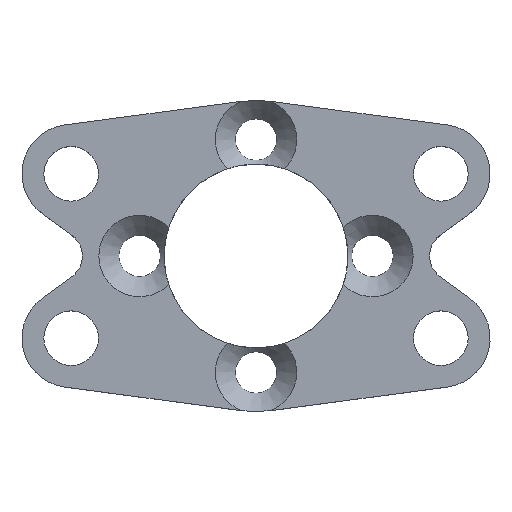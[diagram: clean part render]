
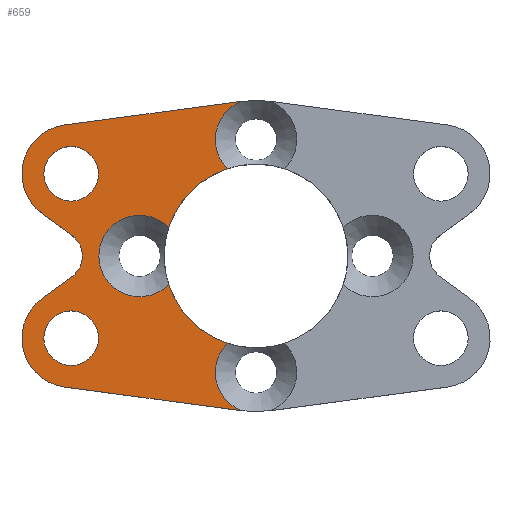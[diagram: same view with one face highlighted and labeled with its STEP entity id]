
A CAD part, top view. The second image highlights one B-rep face of the part: STEP entity #659.
In plain terms, the highlighted planar face has unit normal (0, 0, 1).
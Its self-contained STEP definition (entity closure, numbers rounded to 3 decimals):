
#19=FACE_BOUND('',#101,.T.);
#20=FACE_BOUND('',#102,.T.);
#32=PLANE('',#723);
#68=FACE_OUTER_BOUND('',#100,.T.);
#100=EDGE_LOOP('',(#491,#492,#493,#494,#495,#496,#497,#498,#499,#500,#501,
#502,#503,#504,#505,#506,#507));
#101=EDGE_LOOP('',(#508));
#102=EDGE_LOOP('',(#509));
#145=LINE('',#1129,#190);
#146=LINE('',#1133,#191);
#147=LINE('',#1137,#192);
#148=LINE('',#1141,#193);
#190=VECTOR('',#849,10.);
#191=VECTOR('',#852,10.);
#192=VECTOR('',#855,10.);
#193=VECTOR('',#858,10.);
#227=CIRCLE('',#699,3.15);
#229=CIRCLE('',#701,3.15);
#233=CIRCLE('',#707,3.15);
#235=CIRCLE('',#709,3.15);
#240=CIRCLE('',#718,3.15);
#242=CIRCLE('',#720,3.15);
#244=CIRCLE('',#724,7.1);
#245=CIRCLE('',#725,7.1);
#246=CIRCLE('',#726,12.);
#247=CIRCLE('',#727,3.81);
#248=CIRCLE('',#728,2.);
#249=CIRCLE('',#729,3.81);
#250=CIRCLE('',#730,12.);
#251=CIRCLE('',#731,2.108);
#252=CIRCLE('',#732,2.108);
#283=VERTEX_POINT('',#994);
#284=VERTEX_POINT('',#1009);
#286=VERTEX_POINT('',#1014);
#289=VERTEX_POINT('',#1031);
#292=VERTEX_POINT('',#1049);
#293=VERTEX_POINT('',#1058);
#301=VERTEX_POINT('',#1097);
#302=VERTEX_POINT('',#1098);
#303=VERTEX_POINT('',#1113);
#306=VERTEX_POINT('',#1126);
#307=VERTEX_POINT('',#1128);
#308=VERTEX_POINT('',#1130);
#309=VERTEX_POINT('',#1132);
#310=VERTEX_POINT('',#1134);
#311=VERTEX_POINT('',#1136);
#312=VERTEX_POINT('',#1138);
#313=VERTEX_POINT('',#1140);
#314=VERTEX_POINT('',#1143);
#315=VERTEX_POINT('',#1145);
#348=EDGE_CURVE('',#284,#283,#227,.T.);
#351=EDGE_CURVE('',#286,#284,#229,.T.);
#359=EDGE_CURVE('',#293,#292,#233,.T.);
#362=EDGE_CURVE('',#289,#293,#235,.T.);
#373=EDGE_CURVE('',#303,#302,#240,.T.);
#376=EDGE_CURVE('',#301,#303,#242,.T.);
#379=EDGE_CURVE('',#283,#301,#244,.F.);
#380=EDGE_CURVE('',#302,#289,#245,.F.);
#381=EDGE_CURVE('',#292,#306,#246,.T.);
#382=EDGE_CURVE('',#306,#307,#145,.T.);
#383=EDGE_CURVE('',#307,#308,#247,.T.);
#384=EDGE_CURVE('',#308,#309,#146,.T.);
#385=EDGE_CURVE('',#310,#309,#248,.T.);
#386=EDGE_CURVE('',#310,#311,#147,.T.);
#387=EDGE_CURVE('',#311,#312,#249,.T.);
#388=EDGE_CURVE('',#312,#313,#148,.T.);
#389=EDGE_CURVE('',#313,#286,#250,.T.);
#390=EDGE_CURVE('',#314,#314,#251,.T.);
#391=EDGE_CURVE('',#315,#315,#252,.T.);
#491=ORIENTED_EDGE('',*,*,#351,.T.);
#492=ORIENTED_EDGE('',*,*,#348,.T.);
#493=ORIENTED_EDGE('',*,*,#379,.T.);
#494=ORIENTED_EDGE('',*,*,#376,.T.);
#495=ORIENTED_EDGE('',*,*,#373,.T.);
#496=ORIENTED_EDGE('',*,*,#380,.T.);
#497=ORIENTED_EDGE('',*,*,#362,.T.);
#498=ORIENTED_EDGE('',*,*,#359,.T.);
#499=ORIENTED_EDGE('',*,*,#381,.T.);
#500=ORIENTED_EDGE('',*,*,#382,.T.);
#501=ORIENTED_EDGE('',*,*,#383,.T.);
#502=ORIENTED_EDGE('',*,*,#384,.T.);
#503=ORIENTED_EDGE('',*,*,#385,.F.);
#504=ORIENTED_EDGE('',*,*,#386,.T.);
#505=ORIENTED_EDGE('',*,*,#387,.T.);
#506=ORIENTED_EDGE('',*,*,#388,.T.);
#507=ORIENTED_EDGE('',*,*,#389,.T.);
#508=ORIENTED_EDGE('',*,*,#390,.T.);
#509=ORIENTED_EDGE('',*,*,#391,.T.);
#659=ADVANCED_FACE('',(#68,#19,#20),#32,.T.);
#699=AXIS2_PLACEMENT_3D('',#1010,#785,#786);
#701=AXIS2_PLACEMENT_3D('',#1015,#790,#791);
#707=AXIS2_PLACEMENT_3D('',#1059,#803,#804);
#709=AXIS2_PLACEMENT_3D('',#1063,#808,#809);
#718=AXIS2_PLACEMENT_3D('',#1114,#829,#830);
#720=AXIS2_PLACEMENT_3D('',#1118,#834,#835);
#723=AXIS2_PLACEMENT_3D('',#1123,#841,#842);
#724=AXIS2_PLACEMENT_3D('',#1124,#843,#844);
#725=AXIS2_PLACEMENT_3D('',#1125,#845,#846);
#726=AXIS2_PLACEMENT_3D('',#1127,#847,#848);
#727=AXIS2_PLACEMENT_3D('',#1131,#850,#851);
#728=AXIS2_PLACEMENT_3D('',#1135,#853,#854);
#729=AXIS2_PLACEMENT_3D('',#1139,#856,#857);
#730=AXIS2_PLACEMENT_3D('',#1142,#859,#860);
#731=AXIS2_PLACEMENT_3D('',#1144,#861,#862);
#732=AXIS2_PLACEMENT_3D('',#1146,#863,#864);
#785=DIRECTION('center_axis',(0.,0.,
-1.));
#786=DIRECTION('ref_axis',(1.,0.,0.));
#790=DIRECTION('center_axis',(0.,0.,
-1.));
#791=DIRECTION('ref_axis',(1.,0.,0.));
#803=DIRECTION('center_axis',(0.,0.,
-1.));
#804=DIRECTION('ref_axis',(1.,0.,0.));
#808=DIRECTION('center_axis',(0.,0.,
-1.));
#809=DIRECTION('ref_axis',(1.,0.,0.));
#829=DIRECTION('center_axis',(0.,0.,
-1.));
#830=DIRECTION('ref_axis',(1.,0.,0.));
#834=DIRECTION('center_axis',(0.,0.,
-1.));
#835=DIRECTION('ref_axis',(1.,0.,0.));
#841=DIRECTION('center_axis',(0.,0.,
1.));
#842=DIRECTION('ref_axis',(-1.,0.,0.));
#843=DIRECTION('center_axis',(0.,0.,
1.));
#844=DIRECTION('ref_axis',(-1.,0.,0.));
#845=DIRECTION('center_axis',(0.,0.,
1.));
#846=DIRECTION('ref_axis',(-1.,0.,0.));
#847=DIRECTION('center_axis',(0.,0.,
1.));
#848=DIRECTION('ref_axis',(-1.,0.,0.));
#849=DIRECTION('',(-0.991,-0.133,0.));
#850=DIRECTION('center_axis',(0.,0.,
1.));
#851=DIRECTION('ref_axis',(-1.,0.,0.));
#852=DIRECTION('',(0.811,-0.585,0.));
#853=DIRECTION('center_axis',(0.,0.,
1.));
#854=DIRECTION('ref_axis',(1.,0.,0.));
#855=DIRECTION('',(-0.811,-0.585,0.));
#856=DIRECTION('center_axis',(0.,0.,
1.));
#857=DIRECTION('ref_axis',(-1.,0.,0.));
#858=DIRECTION('',(0.991,-0.133,0.));
#859=DIRECTION('center_axis',(0.,0.,
1.));
#860=DIRECTION('ref_axis',(-1.,0.,0.));
#861=DIRECTION('center_axis',(0.,0.,
-1.));
#862=DIRECTION('ref_axis',(-1.,0.,0.));
#863=DIRECTION('center_axis',(0.,0.,
-1.));
#864=DIRECTION('ref_axis',(-1.,0.,0.));
#994=CARTESIAN_POINT('',(-2.203,-6.749,3.));
#1009=CARTESIAN_POINT('',(-3.15,-9.,3.));
#1010=CARTESIAN_POINT('Origin',(0.,-9.,
3.));
#1014=CARTESIAN_POINT('',(-1.106,-11.949,3.));
#1015=CARTESIAN_POINT('Origin',(0.,-9.,
3.));
#1031=CARTESIAN_POINT('',(-2.203,6.749,3.));
#1049=CARTESIAN_POINT('',(-1.106,11.949,3.));
#1058=CARTESIAN_POINT('',(-3.15,9.,3.));
#1059=CARTESIAN_POINT('Origin',(0.,9.,3.));
#1063=CARTESIAN_POINT('Origin',(0.,9.,3.));
#1097=CARTESIAN_POINT('',(-6.749,-2.203,3.));
#1098=CARTESIAN_POINT('',(-6.749,2.203,3.));
#1113=CARTESIAN_POINT('',(-12.15,0.,3.));
#1114=CARTESIAN_POINT('Origin',(-9.,0.,
3.));
#1118=CARTESIAN_POINT('Origin',(-9.,0.,
3.));
#1123=CARTESIAN_POINT('Origin',(0.,0.,
3.));
#1124=CARTESIAN_POINT('Origin',(0.,0.,
3.));
#1125=CARTESIAN_POINT('Origin',(0.,0.,
3.));
#1126=CARTESIAN_POINT('',(-1.593,11.894,3.));
#1127=CARTESIAN_POINT('Origin',(0.,0.,
3.));
#1128=CARTESIAN_POINT('',(-14.793,10.126,3.));
#1129=CARTESIAN_POINT('',(-14.793,10.126,3.));
#1130=CARTESIAN_POINT('',(-16.517,3.261,3.));
#1131=CARTESIAN_POINT('Origin',(-14.288,6.35,3.));
#1132=CARTESIAN_POINT('',(-14.247,1.622,3.));
#1133=CARTESIAN_POINT('',(-16.517,3.261,3.));
#1134=CARTESIAN_POINT('',(-14.247,-1.622,3.));
#1135=CARTESIAN_POINT('Origin',(-15.417,0.,
3.));
#1136=CARTESIAN_POINT('',(-16.517,-3.261,3.));
#1137=CARTESIAN_POINT('',(-12.,0.,3.));
#1138=CARTESIAN_POINT('',(-14.793,-10.126,3.));
#1139=CARTESIAN_POINT('Origin',(-14.288,-6.35,3.));
#1140=CARTESIAN_POINT('',(-1.593,-11.894,3.));
#1141=CARTESIAN_POINT('',(-14.793,-10.126,3.));
#1142=CARTESIAN_POINT('Origin',(0.,0.,
3.));
#1143=CARTESIAN_POINT('',(-12.179,-6.35,3.));
#1144=CARTESIAN_POINT('Origin',(-14.288,-6.35,3.));
#1145=CARTESIAN_POINT('',(-12.179,6.35,3.));
#1146=CARTESIAN_POINT('Origin',(-14.288,6.35,3.));
